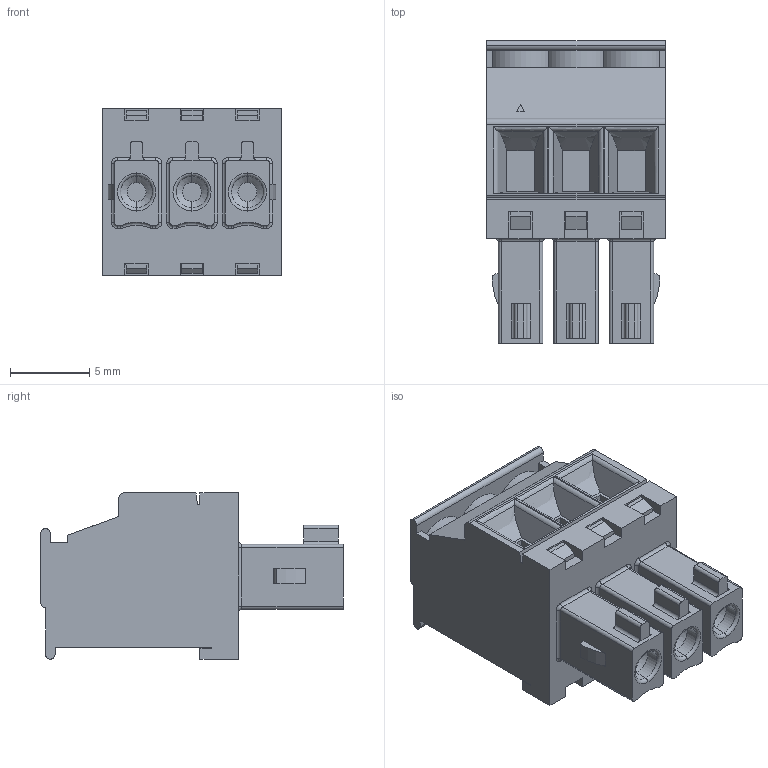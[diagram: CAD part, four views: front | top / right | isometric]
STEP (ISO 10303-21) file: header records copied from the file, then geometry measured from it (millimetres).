
FILE_DESCRIPTION (( 'STEP AP214' ), '1' );
FILE_NAME ('15EDGKA-3.5-03P-14-00AH.STEP', '2021-01-29T19:25:42', ( '' ), ( '' ), 'SwSTEP 2.0', 'SolidWorks 2020', '' );
FILE_SCHEMA (( 'AUTOMOTIVE_DESIGN' ));
Length unit declared in the file: millimetre
Products named in the file (1): 15EDGKA-3.5-03P-14-00AH
Bounding box: 11.3 x 19.1 x 10.5 mm (x, y, z)
Volume: 1300.8 mm3; surface area: 1511.3 mm2
Topology: 1 solids, 1 shells, 642 faces, 1695 edges, 1099 vertices
Faces by surface type: plane 347, bspline 133, cylinder 102, torus 48, cone 12
Entity records: 30523 total; most frequent: CARTESIAN_POINT 11289, ORIENTED_EDGE 3390, DIRECTION 2674, EDGE_CURVE 1695, VECTOR 1108, LINE 1108, VERTEX_POINT 1099, AXIS2_PLACEMENT_3D 783
